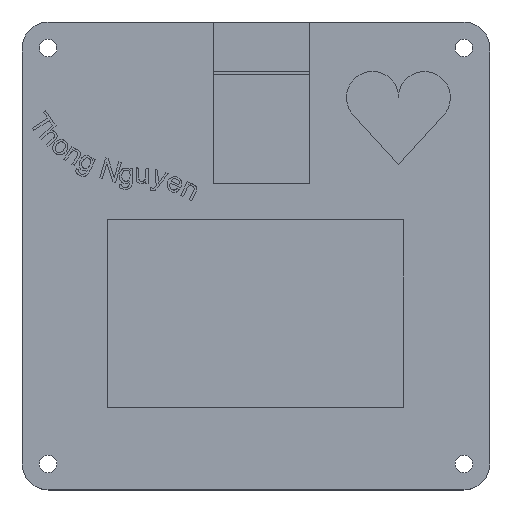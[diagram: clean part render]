
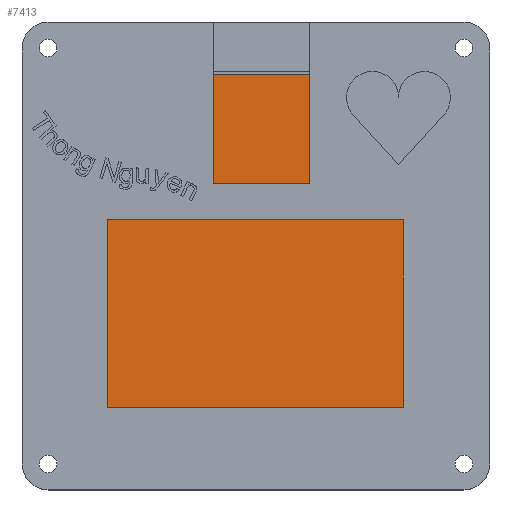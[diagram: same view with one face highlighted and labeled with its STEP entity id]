
A CAD part, top view. The second image highlights one B-rep face of the part: STEP entity #7413.
In plain terms, the highlighted planar face has unit normal (0, 0, 1).
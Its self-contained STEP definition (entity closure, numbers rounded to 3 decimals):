
#855=PLANE('',#7640);
#1242=FACE_OUTER_BOUND('',#1676,.T.);
#1676=EDGE_LOOP('',(#6872,#6873,#6874,#6875));
#2290=LINE('',#14425,#2918);
#2293=LINE('',#14431,#2921);
#2296=LINE('',#14437,#2924);
#2299=LINE('',#14441,#2927);
#2918=VECTOR('',#8622,10.);
#2921=VECTOR('',#8627,10.);
#2924=VECTOR('',#8632,10.);
#2927=VECTOR('',#8637,10.);
#3694=VERTEX_POINT('',#14422);
#3695=VERTEX_POINT('',#14424);
#3697=VERTEX_POINT('',#14430);
#3699=VERTEX_POINT('',#14436);
#4758=EDGE_CURVE('',#3695,#3694,#2290,.T.);
#4761=EDGE_CURVE('',#3697,#3695,#2293,.T.);
#4764=EDGE_CURVE('',#3699,#3697,#2296,.T.);
#4767=EDGE_CURVE('',#3694,#3699,#2299,.T.);
#6872=ORIENTED_EDGE('',*,*,#4767,.T.);
#6873=ORIENTED_EDGE('',*,*,#4764,.T.);
#6874=ORIENTED_EDGE('',*,*,#4761,.T.);
#6875=ORIENTED_EDGE('',*,*,#4758,.T.);
#7413=ADVANCED_FACE('',(#1242),#855,.T.);
#7640=AXIS2_PLACEMENT_3D('',#14442,#8638,#8639);
#8622=DIRECTION('',(0.,1.,0.));
#8627=DIRECTION('',(1.,0.,0.));
#8632=DIRECTION('',(0.,-1.,0.));
#8637=DIRECTION('',(-1.,0.,0.));
#8638=DIRECTION('center_axis',(0.,0.,1.));
#8639=DIRECTION('ref_axis',(1.,0.,0.));
#14422=CARTESIAN_POINT('',(34.395,36.1,6.001));
#14424=CARTESIAN_POINT('',(34.395,-33.9,6.001));
#14425=CARTESIAN_POINT('',(34.395,36.1,6.001));
#14430=CARTESIAN_POINT('',(-35.605,-33.9,6.001));
#14431=CARTESIAN_POINT('',(34.395,-33.9,6.001));
#14436=CARTESIAN_POINT('',(-35.605,36.1,6.001));
#14437=CARTESIAN_POINT('',(-35.605,-33.9,6.001));
#14441=CARTESIAN_POINT('',(-35.605,36.1,6.001));
#14442=CARTESIAN_POINT('Origin',(-0.605,1.1,6.001));
